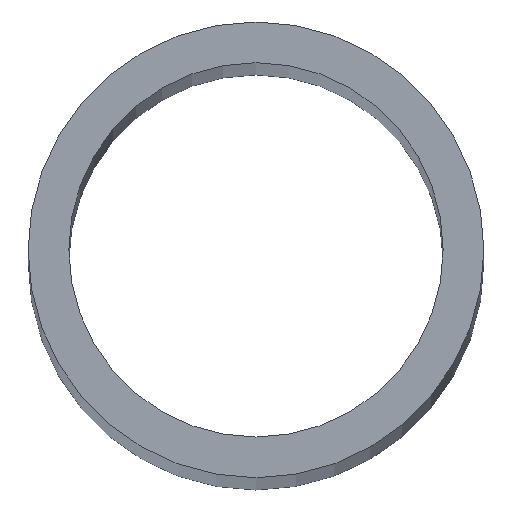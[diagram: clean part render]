
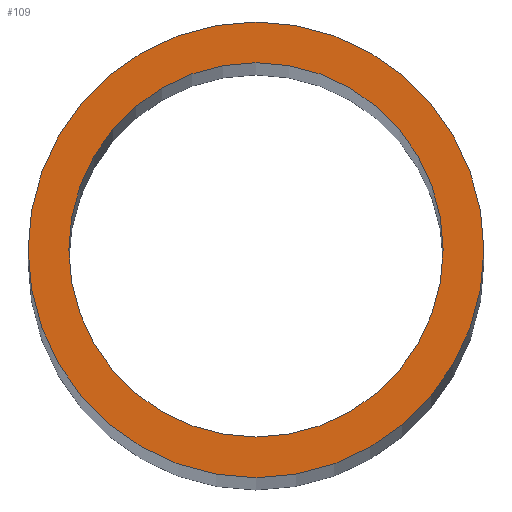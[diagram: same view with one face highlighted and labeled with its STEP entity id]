
A CAD part, top view. The second image highlights one B-rep face of the part: STEP entity #109.
In plain terms, the highlighted planar face has unit normal (0, 0, 1).
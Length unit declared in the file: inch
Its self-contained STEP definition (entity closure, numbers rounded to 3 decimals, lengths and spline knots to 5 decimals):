
#15 = ORIENTED_EDGE ( 'NONE', *, *, #164, .T. ) ;
#16 = DIRECTION ( 'NONE',  ( 1., 0., 0. ) ) ;
#17 = CARTESIAN_POINT ( 'NONE',  ( 0., 0., 216. ) ) ;
#18 = EDGE_CURVE ( 'NONE', #185, #243, #207, .T. ) ;
#20 = PLANE ( 'NONE',  #120 ) ;
#31 = VERTEX_POINT ( 'NONE', #213 ) ;
#35 = EDGE_CURVE ( 'NONE', #243, #185, #79, .T. ) ;
#38 = DIRECTION ( 'NONE',  ( 0., 0., 1. ) ) ;
#44 = CARTESIAN_POINT ( 'NONE',  ( 0., 0., 216. ) ) ;
#45 = EDGE_CURVE ( 'NONE', #31, #223, #224, .T. ) ;
#50 = CARTESIAN_POINT ( 'NONE',  ( 5.75, 0., 216. ) ) ;
#58 = DIRECTION ( 'NONE',  ( 0., 0., 1. ) ) ;
#72 = CARTESIAN_POINT ( 'NONE',  ( 0., 0., 216. ) ) ;
#76 = DIRECTION ( 'NONE',  ( 1., 0., 0. ) ) ;
#78 = CARTESIAN_POINT ( 'NONE',  ( -5.75, 0., 216. ) ) ;
#79 = CIRCLE ( 'NONE', #151, 5.75 ) ;
#87 = EDGE_LOOP ( 'NONE', ( #152, #15 ) ) ;
#89 = DIRECTION ( 'NONE',  ( 0., 0., 1. ) ) ;
#92 = DIRECTION ( 'NONE',  ( 0., 0., 1. ) ) ;
#93 = DIRECTION ( 'NONE',  ( 0., 0., 1. ) ) ;
#95 = CARTESIAN_POINT ( 'NONE',  ( 0., 0., 216. ) ) ;
#109 = ADVANCED_FACE ( 'NONE', ( #172, #195 ), #20, .T. ) ;
#120 = AXIS2_PLACEMENT_3D ( 'NONE', #250, #92, #16 ) ;
#122 = DIRECTION ( 'NONE',  ( 1., 0., 0. ) ) ;
#127 = ORIENTED_EDGE ( 'NONE', *, *, #35, .F. ) ;
#130 = AXIS2_PLACEMENT_3D ( 'NONE', #95, #89, #122 ) ;
#134 = DIRECTION ( 'NONE',  ( 1., 0., 0. ) ) ;
#136 = DIRECTION ( 'NONE',  ( 1., 0., 0. ) ) ;
#151 = AXIS2_PLACEMENT_3D ( 'NONE', #17, #38, #136 ) ;
#152 = ORIENTED_EDGE ( 'NONE', *, *, #45, .T. ) ;
#164 = EDGE_CURVE ( 'NONE', #223, #31, #244, .T. ) ;
#166 = AXIS2_PLACEMENT_3D ( 'NONE', #72, #93, #134 ) ;
#172 = FACE_OUTER_BOUND ( 'NONE', #87, .T. ) ;
#185 = VERTEX_POINT ( 'NONE', #50 ) ;
#187 = EDGE_LOOP ( 'NONE', ( #127, #239 ) ) ;
#195 = FACE_BOUND ( 'NONE', #187, .T. ) ;
#207 = CIRCLE ( 'NONE', #130, 5.75 ) ;
#213 = CARTESIAN_POINT ( 'NONE',  ( -7., 0., 216. ) ) ;
#223 = VERTEX_POINT ( 'NONE', #238 ) ;
#224 = CIRCLE ( 'NONE', #166, 7. ) ;
#229 = AXIS2_PLACEMENT_3D ( 'NONE', #44, #58, #76 ) ;
#238 = CARTESIAN_POINT ( 'NONE',  ( 7., 0., 216. ) ) ;
#239 = ORIENTED_EDGE ( 'NONE', *, *, #18, .F. ) ;
#243 = VERTEX_POINT ( 'NONE', #78 ) ;
#244 = CIRCLE ( 'NONE', #229, 7. ) ;
#250 = CARTESIAN_POINT ( 'NONE',  ( 0., 0., 216. ) ) ;
